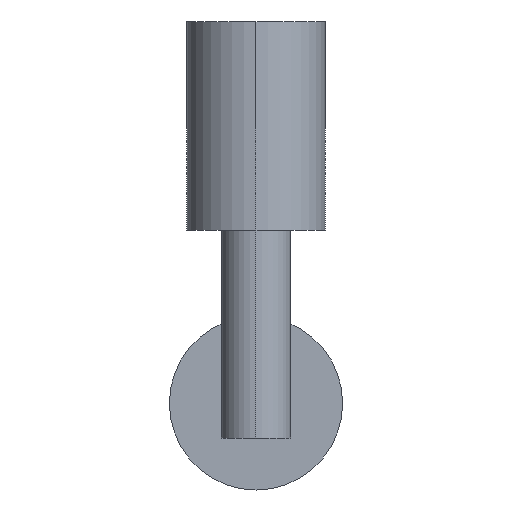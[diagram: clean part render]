
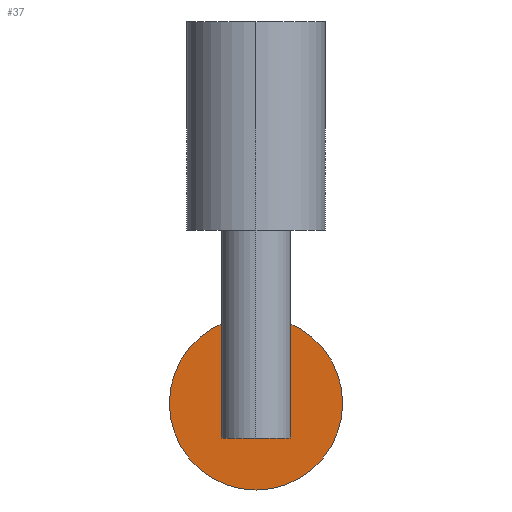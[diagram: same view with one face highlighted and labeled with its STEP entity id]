
A CAD part, left-side view. The second image highlights one B-rep face of the part: STEP entity #37.
In plain terms, the highlighted planar face has unit normal (-1, 0, 0).
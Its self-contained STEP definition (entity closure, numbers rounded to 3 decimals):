
#4 = DIRECTION ( 'NONE',  ( 0., 0., -1. ) ) ;
#5 = ORIENTED_EDGE ( 'NONE', *, *, #329, .T. ) ;
#9 = PLANE ( 'NONE',  #61 ) ;
#15 = DIRECTION ( 'NONE',  ( 1., 0., 0. ) ) ;
#18 = CARTESIAN_POINT ( 'NONE',  ( 39., 0., -5. ) ) ;
#27 = AXIS2_PLACEMENT_3D ( 'NONE', #360, #275, #80 ) ;
#36 = CARTESIAN_POINT ( 'NONE',  ( 39., 0., -5. ) ) ;
#37 = ADVANCED_FACE ( 'NONE', ( #102, #169 ), #9, .F. ) ;
#47 = DIRECTION ( 'NONE',  ( 1., 0., 0. ) ) ;
#53 = EDGE_LOOP ( 'NONE', ( #259, #5 ) ) ;
#60 = CIRCLE ( 'NONE', #291, 2.5 ) ;
#61 = AXIS2_PLACEMENT_3D ( 'NONE', #36, #255, #132 ) ;
#76 = DIRECTION ( 'NONE',  ( 0., 0., -1. ) ) ;
#80 = DIRECTION ( 'NONE',  ( 0., 0., -1. ) ) ;
#81 = EDGE_LOOP ( 'NONE', ( #188, #242 ) ) ;
#84 = CIRCLE ( 'NONE', #27, 2.5 ) ;
#97 = CARTESIAN_POINT ( 'NONE',  ( 39., 0., -5. ) ) ;
#101 = DIRECTION ( 'NONE',  ( 1., 0., 0. ) ) ;
#102 = FACE_OUTER_BOUND ( 'NONE', #81, .T. ) ;
#132 = DIRECTION ( 'NONE',  ( 0., 0., -1. ) ) ;
#144 = CIRCLE ( 'NONE', #370, 1. ) ;
#169 = FACE_BOUND ( 'NONE', #53, .T. ) ;
#182 = VERTEX_POINT ( 'NONE', #269 ) ;
#188 = ORIENTED_EDGE ( 'NONE', *, *, #267, .F. ) ;
#198 = CARTESIAN_POINT ( 'NONE',  ( 39., 0., -4. ) ) ;
#220 = EDGE_CURVE ( 'NONE', #227, #182, #60, .T. ) ;
#227 = VERTEX_POINT ( 'NONE', #325 ) ;
#230 = CARTESIAN_POINT ( 'NONE',  ( 39., 0., -5. ) ) ;
#231 = EDGE_CURVE ( 'NONE', #328, #306, #243, .T. ) ;
#242 = ORIENTED_EDGE ( 'NONE', *, *, #220, .F. ) ;
#243 = CIRCLE ( 'NONE', #332, 1. ) ;
#255 = DIRECTION ( 'NONE',  ( 1., 0., 0. ) ) ;
#258 = CARTESIAN_POINT ( 'NONE',  ( 39., 0., -6. ) ) ;
#259 = ORIENTED_EDGE ( 'NONE', *, *, #231, .T. ) ;
#267 = EDGE_CURVE ( 'NONE', #182, #227, #84, .T. ) ;
#269 = CARTESIAN_POINT ( 'NONE',  ( 39., 0., -7.5 ) ) ;
#275 = DIRECTION ( 'NONE',  ( 1., 0., 0. ) ) ;
#291 = AXIS2_PLACEMENT_3D ( 'NONE', #230, #15, #76 ) ;
#306 = VERTEX_POINT ( 'NONE', #258 ) ;
#325 = CARTESIAN_POINT ( 'NONE',  ( 39., 0., -2.5 ) ) ;
#328 = VERTEX_POINT ( 'NONE', #198 ) ;
#329 = EDGE_CURVE ( 'NONE', #306, #328, #144, .T. ) ;
#332 = AXIS2_PLACEMENT_3D ( 'NONE', #18, #47, #338 ) ;
#338 = DIRECTION ( 'NONE',  ( 0., 0., -1. ) ) ;
#360 = CARTESIAN_POINT ( 'NONE',  ( 39., 0., -5. ) ) ;
#370 = AXIS2_PLACEMENT_3D ( 'NONE', #97, #101, #4 ) ;
